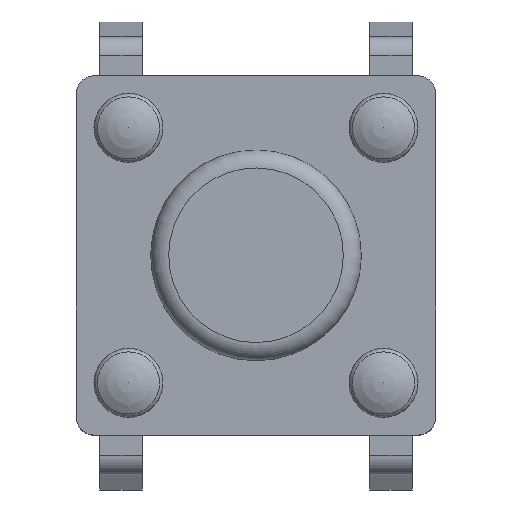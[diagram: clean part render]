
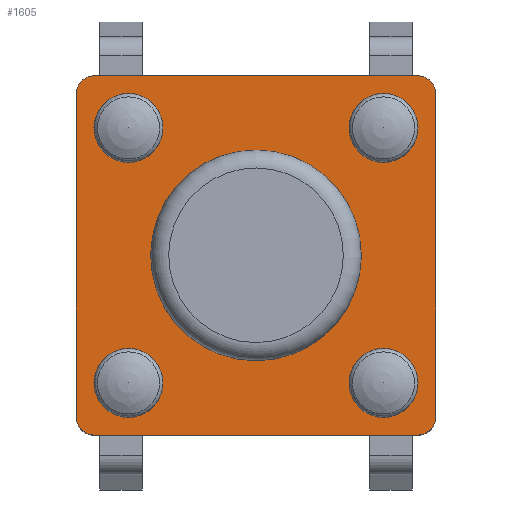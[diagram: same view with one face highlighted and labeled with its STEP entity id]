
A CAD part, top view. The second image highlights one B-rep face of the part: STEP entity #1605.
In plain terms, the highlighted planar face has unit normal (0, 0, 1).
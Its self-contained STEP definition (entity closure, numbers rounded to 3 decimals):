
#18=FACE_BOUND('',#484,.T.);
#19=FACE_BOUND('',#485,.T.);
#20=FACE_BOUND('',#486,.T.);
#21=FACE_BOUND('',#487,.T.);
#22=FACE_BOUND('',#488,.T.);
#28=LINE('',#2349,#201);
#29=LINE('',#2353,#202);
#30=LINE('',#2357,#203);
#31=LINE('',#2360,#204);
#201=VECTOR('',#1878,5.39);
#202=VECTOR('',#1881,5.39);
#203=VECTOR('',#1884,5.39);
#204=VECTOR('',#1887,5.39);
#398=FACE_OUTER_BOUND('',#483,.T.);
#483=EDGE_LOOP('',(#1055,#1056,#1057,#1058,#1059,#1060,#1061,#1062));
#484=EDGE_LOOP('',(#1063,#1064));
#485=EDGE_LOOP('',(#1065));
#486=EDGE_LOOP('',(#1066,#1067));
#487=EDGE_LOOP('',(#1068));
#488=EDGE_LOOP('',(#1069,#1070));
#579=CIRCLE('',#1709,1.755);
#580=CIRCLE('',#1710,1.755);
#581=CIRCLE('',#1712,0.3);
#582=CIRCLE('',#1713,0.3);
#583=CIRCLE('',#1714,0.3);
#584=CIRCLE('',#1715,0.3);
#585=CIRCLE('',#1716,0.575);
#586=CIRCLE('',#1717,0.575);
#587=CIRCLE('',#1718,0.575);
#588=CIRCLE('',#1719,0.575);
#589=CIRCLE('',#1720,0.575);
#590=CIRCLE('',#1721,0.575);
#643=VERTEX_POINT('',#2339);
#644=VERTEX_POINT('',#2340);
#645=VERTEX_POINT('',#2345);
#646=VERTEX_POINT('',#2346);
#647=VERTEX_POINT('',#2348);
#648=VERTEX_POINT('',#2350);
#649=VERTEX_POINT('',#2352);
#650=VERTEX_POINT('',#2354);
#651=VERTEX_POINT('',#2356);
#652=VERTEX_POINT('',#2358);
#653=VERTEX_POINT('',#2361);
#654=VERTEX_POINT('',#2363);
#655=VERTEX_POINT('',#2364);
#656=VERTEX_POINT('',#2367);
#657=VERTEX_POINT('',#2369);
#658=VERTEX_POINT('',#2370);
#808=EDGE_CURVE('',#643,#644,#579,.T.);
#809=EDGE_CURVE('',#644,#643,#580,.T.);
#811=EDGE_CURVE('',#645,#646,#581,.T.);
#812=EDGE_CURVE('',#647,#646,#28,.T.);
#813=EDGE_CURVE('',#647,#648,#582,.T.);
#814=EDGE_CURVE('',#649,#648,#29,.T.);
#815=EDGE_CURVE('',#649,#650,#583,.T.);
#816=EDGE_CURVE('',#651,#650,#30,.T.);
#817=EDGE_CURVE('',#651,#652,#584,.T.);
#818=EDGE_CURVE('',#645,#652,#31,.T.);
#819=EDGE_CURVE('',#653,#653,#585,.T.);
#820=EDGE_CURVE('',#654,#655,#586,.T.);
#821=EDGE_CURVE('',#655,#654,#587,.T.);
#822=EDGE_CURVE('',#656,#656,#588,.T.);
#823=EDGE_CURVE('',#657,#658,#589,.T.);
#824=EDGE_CURVE('',#658,#657,#590,.T.);
#1055=ORIENTED_EDGE('',*,*,#811,.T.);
#1056=ORIENTED_EDGE('',*,*,#812,.F.);
#1057=ORIENTED_EDGE('',*,*,#813,.T.);
#1058=ORIENTED_EDGE('',*,*,#814,.F.);
#1059=ORIENTED_EDGE('',*,*,#815,.T.);
#1060=ORIENTED_EDGE('',*,*,#816,.F.);
#1061=ORIENTED_EDGE('',*,*,#817,.T.);
#1062=ORIENTED_EDGE('',*,*,#818,.F.);
#1063=ORIENTED_EDGE('',*,*,#808,.T.);
#1064=ORIENTED_EDGE('',*,*,#809,.T.);
#1065=ORIENTED_EDGE('',*,*,#819,.F.);
#1066=ORIENTED_EDGE('',*,*,#820,.T.);
#1067=ORIENTED_EDGE('',*,*,#821,.T.);
#1068=ORIENTED_EDGE('',*,*,#822,.F.);
#1069=ORIENTED_EDGE('',*,*,#823,.T.);
#1070=ORIENTED_EDGE('',*,*,#824,.T.);
#1518=PLANE('',#1711);
#1605=ADVANCED_FACE('',(#398,#18,#19,#20,#21,#22),#1518,.F.);
#1709=AXIS2_PLACEMENT_3D('',#2341,#1869,#1870);
#1710=AXIS2_PLACEMENT_3D('',#2342,#1871,#1872);
#1711=AXIS2_PLACEMENT_3D('',#2344,#1874,#1875);
#1712=AXIS2_PLACEMENT_3D('',#2347,#1876,#1877);
#1713=AXIS2_PLACEMENT_3D('',#2351,#1879,#1880);
#1714=AXIS2_PLACEMENT_3D('',#2355,#1882,#1883);
#1715=AXIS2_PLACEMENT_3D('',#2359,#1885,#1886);
#1716=AXIS2_PLACEMENT_3D('',#2362,#1888,#1889);
#1717=AXIS2_PLACEMENT_3D('',#2365,#1890,#1891);
#1718=AXIS2_PLACEMENT_3D('',#2366,#1892,#1893);
#1719=AXIS2_PLACEMENT_3D('',#2368,#1894,#1895);
#1720=AXIS2_PLACEMENT_3D('',#2371,#1896,#1897);
#1721=AXIS2_PLACEMENT_3D('',#2372,#1898,#1899);
#1869=DIRECTION('center_axis',(0.,0.,-1.));
#1870=DIRECTION('ref_axis',(-1.,0.,0.));
#1871=DIRECTION('center_axis',(0.,0.,-1.));
#1872=DIRECTION('ref_axis',(-1.,0.,0.));
#1874=DIRECTION('center_axis',(0.,0.,-1.));
#1875=DIRECTION('ref_axis',(0.,-1.,0.));
#1876=DIRECTION('center_axis',(0.,0.,1.));
#1877=DIRECTION('ref_axis',(-1.,0.,0.));
#1878=DIRECTION('',(-1.,0.,0.));
#1879=DIRECTION('center_axis',(0.,0.,1.));
#1880=DIRECTION('ref_axis',(0.,-1.,0.));
#1881=DIRECTION('',(0.,-1.,0.));
#1882=DIRECTION('center_axis',(0.,0.,1.));
#1883=DIRECTION('ref_axis',(1.,0.,0.));
#1884=DIRECTION('',(1.,0.,0.));
#1885=DIRECTION('center_axis',(0.,0.,1.));
#1886=DIRECTION('ref_axis',(0.,1.,0.));
#1887=DIRECTION('',(0.,1.,0.));
#1888=DIRECTION('center_axis',(0.,0.,1.));
#1889=DIRECTION('ref_axis',(1.,0.,0.));
#1890=DIRECTION('center_axis',(0.,0.,-1.));
#1891=DIRECTION('ref_axis',(-1.,0.,0.));
#1892=DIRECTION('center_axis',(0.,0.,-1.));
#1893=DIRECTION('ref_axis',(-1.,0.,0.));
#1894=DIRECTION('center_axis',(0.,0.,1.));
#1895=DIRECTION('ref_axis',(-1.,0.,0.));
#1896=DIRECTION('center_axis',(0.,0.,-1.));
#1897=DIRECTION('ref_axis',(1.,0.,0.));
#1898=DIRECTION('center_axis',(0.,0.,-1.));
#1899=DIRECTION('ref_axis',(1.,0.,0.));
#2339=CARTESIAN_POINT('',(-1.755,0.,-1.4));
#2340=CARTESIAN_POINT('',(1.755,0.,-1.4));
#2341=CARTESIAN_POINT('Origin',(0.,0.,-1.4));
#2342=CARTESIAN_POINT('Origin',(0.,0.,-1.4));
#2344=CARTESIAN_POINT('Origin',(0.,0.,-1.4));
#2345=CARTESIAN_POINT('',(-2.995,-2.695,-1.4));
#2346=CARTESIAN_POINT('',(-2.695,-2.995,-1.4));
#2347=CARTESIAN_POINT('Origin',(-2.695,-2.695,-1.4));
#2348=CARTESIAN_POINT('',(2.695,-2.995,-1.4));
#2349=CARTESIAN_POINT('',(2.695,-2.995,-1.4));
#2350=CARTESIAN_POINT('',(2.995,-2.695,-1.4));
#2351=CARTESIAN_POINT('Origin',(2.695,-2.695,-1.4));
#2352=CARTESIAN_POINT('',(2.995,2.695,-1.4));
#2353=CARTESIAN_POINT('',(2.995,2.695,-1.4));
#2354=CARTESIAN_POINT('',(2.695,2.995,-1.4));
#2355=CARTESIAN_POINT('Origin',(2.695,2.695,-1.4));
#2356=CARTESIAN_POINT('',(-2.695,2.995,-1.4));
#2357=CARTESIAN_POINT('',(-2.695,2.995,-1.4));
#2358=CARTESIAN_POINT('',(-2.995,2.695,-1.4));
#2359=CARTESIAN_POINT('Origin',(-2.695,2.695,-1.4));
#2360=CARTESIAN_POINT('',(-2.995,-2.695,-1.4));
#2361=CARTESIAN_POINT('',(1.55,2.125,-1.4));
#2362=CARTESIAN_POINT('Origin',(2.125,2.125,-1.4));
#2363=CARTESIAN_POINT('',(-2.7,2.125,-1.4));
#2364=CARTESIAN_POINT('',(-1.55,2.125,-1.4));
#2365=CARTESIAN_POINT('Origin',(-2.125,2.125,-1.4));
#2366=CARTESIAN_POINT('Origin',(-2.125,2.125,-1.4));
#2367=CARTESIAN_POINT('',(-1.55,-2.125,-1.4));
#2368=CARTESIAN_POINT('Origin',(-2.125,-2.125,-1.4));
#2369=CARTESIAN_POINT('',(2.7,-2.125,-1.4));
#2370=CARTESIAN_POINT('',(1.55,-2.125,-1.4));
#2371=CARTESIAN_POINT('Origin',(2.125,-2.125,-1.4));
#2372=CARTESIAN_POINT('Origin',(2.125,-2.125,-1.4));
